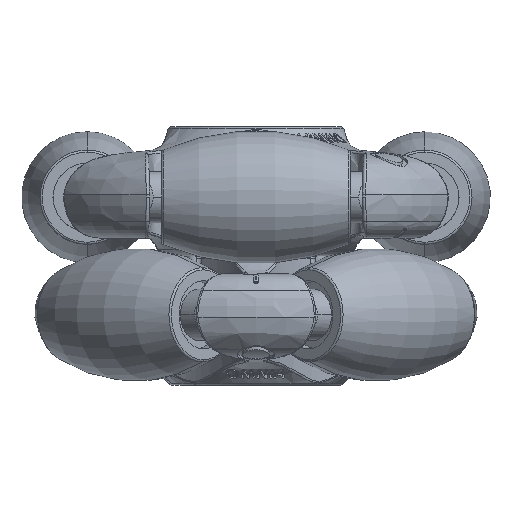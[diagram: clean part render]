
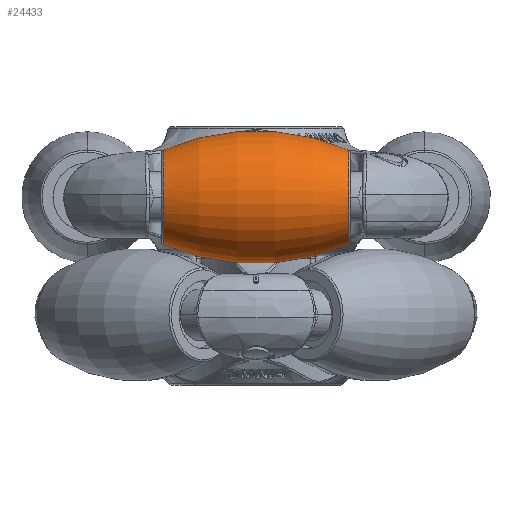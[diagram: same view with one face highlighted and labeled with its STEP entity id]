
A CAD part, left-side view. The second image highlights one B-rep face of the part: STEP entity #24433.
In plain terms, the highlighted toroidal (fillet/blend) face has major radius 17.955 mm and minor radius 25 mm.
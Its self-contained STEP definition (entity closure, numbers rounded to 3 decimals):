
#937 = ORIENTED_EDGE ( 'NONE', *, *, #12928, .T. ) ;
#1355 = FACE_OUTER_BOUND ( 'NONE', #20944, .T. ) ;
#1786 = TOROIDAL_SURFACE ( 'NONE', #17662, -17.955, 25. ) ;
#2094 = DIRECTION ( 'NONE',  ( 0., 0., 1. ) ) ;
#4151 = CIRCLE ( 'NONE', #19266, 25. ) ;
#4219 = DIRECTION ( 'NONE',  ( 0., -1., 0. ) ) ;
#4883 = VERTEX_POINT ( 'NONE', #20571 ) ;
#6289 = CIRCLE ( 'NONE', #19035, 25. ) ;
#6293 = DIRECTION ( 'NONE',  ( 0., -1., 0. ) ) ;
#9318 = DIRECTION ( 'NONE',  ( 0., 0., 1. ) ) ;
#9403 = ORIENTED_EDGE ( 'NONE', *, *, #27460, .T. ) ;
#9430 = CARTESIAN_POINT ( 'NONE',  ( -17.95, -9.874, 11.263 ) ) ;
#10039 = CARTESIAN_POINT ( 'NONE',  ( -17.95, 9.874, 11.263 ) ) ;
#10381 = DIRECTION ( 'NONE',  ( 0., 1., 0. ) ) ;
#11555 = ORIENTED_EDGE ( 'NONE', *, *, #38043, .T. ) ;
#12057 = DIRECTION ( 'NONE',  ( -1., 0., 0. ) ) ;
#12928 = EDGE_CURVE ( 'NONE', #44704, #4883, #4151, .T. ) ;
#13740 = CARTESIAN_POINT ( 'NONE',  ( -17.95, 0., 6.25 ) ) ;
#17645 = DIRECTION ( 'NONE',  ( 1., 0., 0. ) ) ;
#17662 = AXIS2_PLACEMENT_3D ( 'NONE', #13740, #6293, #2094 ) ;
#18153 = CARTESIAN_POINT ( 'NONE',  ( -17.95, 0., -11.705 ) ) ;
#18925 = DIRECTION ( 'NONE',  ( 0., 0., -1. ) ) ;
#19035 = AXIS2_PLACEMENT_3D ( 'NONE', #18153, #17645, #10381 ) ;
#19266 = AXIS2_PLACEMENT_3D ( 'NONE', #28294, #12057, #34802 ) ;
#20571 = CARTESIAN_POINT ( 'NONE',  ( -17.95, -9.874, 1.237 ) ) ;
#20944 = EDGE_LOOP ( 'NONE', ( #21886, #9403, #937, #11555 ) ) ;
#21886 = ORIENTED_EDGE ( 'NONE', *, *, #34171, .F. ) ;
#22175 = CARTESIAN_POINT ( 'NONE',  ( -17.95, 9.874, 1.237 ) ) ;
#23031 = AXIS2_PLACEMENT_3D ( 'NONE', #24048, #4219, #18925 ) ;
#23985 = AXIS2_PLACEMENT_3D ( 'NONE', #28308, #42759, #9318 ) ;
#24048 = CARTESIAN_POINT ( 'NONE',  ( -17.95, 9.874, 6.25 ) ) ;
#24433 = ADVANCED_FACE ( 'NONE', ( #1355 ), #1786, .T. ) ;
#27460 = EDGE_CURVE ( 'NONE', #45965, #44704, #44501, .T. ) ;
#28294 = CARTESIAN_POINT ( 'NONE',  ( -17.95, 0., 24.205 ) ) ;
#28308 = CARTESIAN_POINT ( 'NONE',  ( -17.95, -9.874, 6.25 ) ) ;
#34171 = EDGE_CURVE ( 'NONE', #45965, #39489, #6289, .T. ) ;
#34802 = DIRECTION ( 'NONE',  ( 0., -1., 0. ) ) ;
#38043 = EDGE_CURVE ( 'NONE', #4883, #39489, #48907, .T. ) ;
#39489 = VERTEX_POINT ( 'NONE', #9430 ) ;
#42759 = DIRECTION ( 'NONE',  ( 0., 1., 0. ) ) ;
#44501 = CIRCLE ( 'NONE', #23031, 5.013 ) ;
#44704 = VERTEX_POINT ( 'NONE', #22175 ) ;
#45965 = VERTEX_POINT ( 'NONE', #10039 ) ;
#48907 = CIRCLE ( 'NONE', #23985, 5.013 ) ;
